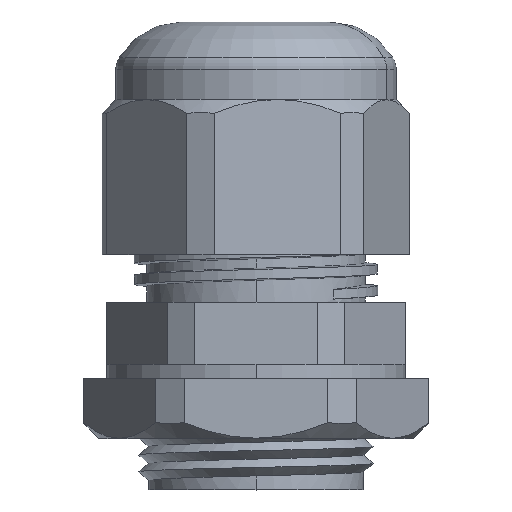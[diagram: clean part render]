
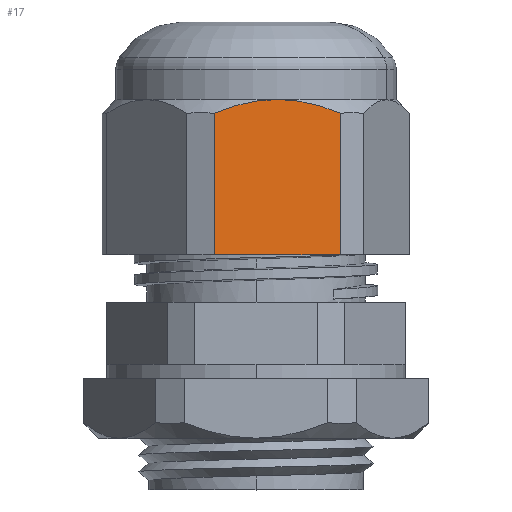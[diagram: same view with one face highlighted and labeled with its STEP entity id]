
A CAD part, top view. The second image highlights one B-rep face of the part: STEP entity #17.
In plain terms, the highlighted face is planar.
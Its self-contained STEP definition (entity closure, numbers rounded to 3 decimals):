
#17 = ADVANCED_FACE ( 'NONE', ( #6789 ), #2535, .F. ) ;
#271 = VERTEX_POINT ( 'NONE', #11002 ) ;
#485 = VERTEX_POINT ( 'NONE', #3901 ) ;
#963 = VECTOR ( 'NONE', #5061, 1000. ) ;
#1047 = ORIENTED_EDGE ( 'NONE', *, *, #1121, .F. ) ;
#1121 = EDGE_CURVE ( 'NONE', #2588, #12740, #10467, .T. ) ;
#2424 = ORIENTED_EDGE ( 'NONE', *, *, #7023, .F. ) ;
#2535 = PLANE ( 'NONE',  #13171 ) ;
#2580 = CARTESIAN_POINT ( 'NONE',  ( 11.985, 5.986, -2.741 ) ) ;
#2588 = VERTEX_POINT ( 'NONE', #11433 ) ;
#2936 = LINE ( 'NONE', #8588, #13276 ) ;
#3004 = CARTESIAN_POINT ( 'NONE',  ( 10.176, 6.5, -5.875 ) ) ;
#3412 = CARTESIAN_POINT ( 'NONE',  ( 12.846, 5.343, -1.25 ) ) ;
#3589 = VECTOR ( 'NONE', #3727, 1000. ) ;
#3617 = CARTESIAN_POINT ( 'NONE',  ( 11.094, 6.366, -4.284 ) ) ;
#3727 = DIRECTION ( 'NONE',  ( 0., -1., 0. ) ) ;
#3901 = CARTESIAN_POINT ( 'NONE',  ( 7.506, -6.5, -10.5 ) ) ;
#4044 = CARTESIAN_POINT ( 'NONE',  ( 7.933, 5.697, -9.76 ) ) ;
#4126 = CARTESIAN_POINT ( 'NONE',  ( 13.568, 6.5, 0. ) ) ;
#4575 = VERTEX_POINT ( 'NONE', #3412 ) ;
#4668 = CARTESIAN_POINT ( 'NONE',  ( 10.638, 6.466, -5.074 ) ) ;
#5061 = DIRECTION ( 'NONE',  ( 0., -1., 0. ) ) ;
#5699 = CARTESIAN_POINT ( 'NONE',  ( 10.291, 6.5, -5.675 ) ) ;
#6332 = LINE ( 'NONE', #12984, #3589 ) ;
#6470 = LINE ( 'NONE', #12273, #963 ) ;
#6689 = CARTESIAN_POINT ( 'NONE',  ( 12.846, 5.343, -1.25 ) ) ;
#6789 = FACE_OUTER_BOUND ( 'NONE', #7973, .T. ) ;
#7023 = EDGE_CURVE ( 'NONE', #4575, #2588, #11594, .T. ) ;
#7973 = EDGE_LOOP ( 'NONE', ( #2424, #10580, #10344, #10502, #1047 ) ) ;
#8136 = CARTESIAN_POINT ( 'NONE',  ( 9.262, 6.39, -7.458 ) ) ;
#8588 = CARTESIAN_POINT ( 'NONE',  ( 13.568, -6.5, 0. ) ) ;
#9187 = CARTESIAN_POINT ( 'NONE',  ( 9.714, 6.5, -6.674 ) ) ;
#9416 = DIRECTION ( 'NONE',  ( -0.866, 0., 0.5 ) ) ;
#9643 = DIRECTION ( 'NONE',  ( -0.5, 0., -0.866 ) ) ;
#9823 = CARTESIAN_POINT ( 'NONE',  ( 11.319, 6.287, -3.895 ) ) ;
#10234 = CARTESIAN_POINT ( 'NONE',  ( 8.372, 5.989, -8.999 ) ) ;
#10344 = ORIENTED_EDGE ( 'NONE', *, *, #12110, .T. ) ;
#10467 = B_SPLINE_CURVE_WITH_KNOTS ( 'NONE', 3,
 ( #3004, #9187, #8136, #10234, #4044, #11271 ),
 .UNSPECIFIED., .F., .F.,
 ( 4, 2, 4 ),
 ( 0.005, 0.008, 0.011 ),
 .UNSPECIFIED. ) ;
#10502 = ORIENTED_EDGE ( 'NONE', *, *, #12982, .F. ) ;
#10580 = ORIENTED_EDGE ( 'NONE', *, *, #11252, .T. ) ;
#10640 = DIRECTION ( 'NONE',  ( 0.5, 0., 0.866 ) ) ;
#10867 = CARTESIAN_POINT ( 'NONE',  ( 10.753, 6.446, -4.876 ) ) ;
#10980 = CARTESIAN_POINT ( 'NONE',  ( 7.506, 5.343, -10.5 ) ) ;
#11002 = CARTESIAN_POINT ( 'NONE',  ( 12.846, -6.5, -1.25 ) ) ;
#11252 = EDGE_CURVE ( 'NONE', #4575, #271, #6332, .T. ) ;
#11271 = CARTESIAN_POINT ( 'NONE',  ( 7.506, 5.343, -10.5 ) ) ;
#11433 = CARTESIAN_POINT ( 'NONE',  ( 10.176, 6.5, -5.875 ) ) ;
#11594 = B_SPLINE_CURVE_WITH_KNOTS ( 'NONE', 3,
 ( #6689, #12882, #2580, #9823, #3617, #10867, #4668, #11887, #5699, #12933 ),
 .UNSPECIFIED., .F., .F.,
 ( 4, 2, 2, 2, 4 ),
 ( 0., 0.003, 0.004, 0.005, 0.005 ),
 .UNSPECIFIED. ) ;
#11887 = CARTESIAN_POINT ( 'NONE',  ( 10.408, 6.493, -5.474 ) ) ;
#12110 = EDGE_CURVE ( 'NONE', #271, #485, #2936, .T. ) ;
#12273 = CARTESIAN_POINT ( 'NONE',  ( 7.506, 55.848, -10.5 ) ) ;
#12740 = VERTEX_POINT ( 'NONE', #10980 ) ;
#12882 = CARTESIAN_POINT ( 'NONE',  ( 12.419, 5.696, -1.989 ) ) ;
#12933 = CARTESIAN_POINT ( 'NONE',  ( 10.176, 6.5, -5.875 ) ) ;
#12982 = EDGE_CURVE ( 'NONE', #12740, #485, #6470, .T. ) ;
#12984 = CARTESIAN_POINT ( 'NONE',  ( 12.846, 55.848, -1.25 ) ) ;
#13171 = AXIS2_PLACEMENT_3D ( 'NONE', #4126, #9416, #10640 ) ;
#13276 = VECTOR ( 'NONE', #9643, 1000. ) ;
